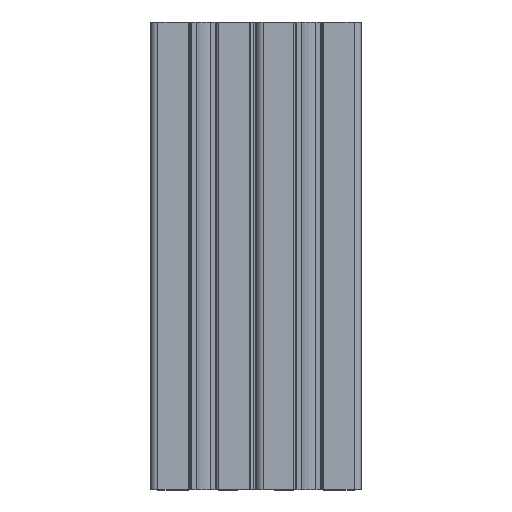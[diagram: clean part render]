
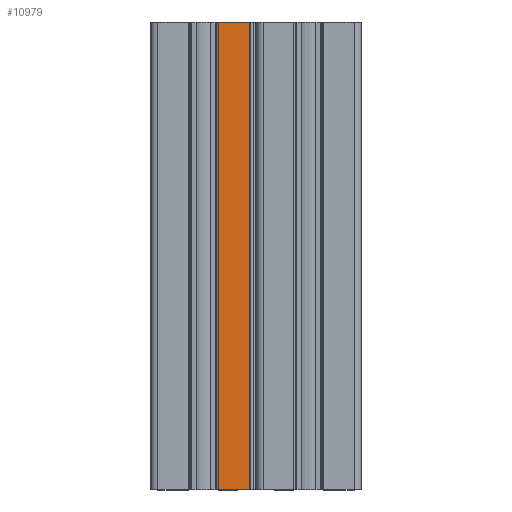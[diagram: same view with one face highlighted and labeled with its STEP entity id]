
A CAD part, top view. The second image highlights one B-rep face of the part: STEP entity #10979.
In plain terms, the highlighted planar face has unit normal (0, 0, 1).
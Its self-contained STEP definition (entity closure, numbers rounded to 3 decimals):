
#86=PLANE('',#11761);
#425=FACE_OUTER_BOUND('',#999,.T.);
#999=EDGE_LOOP('',(#7671,#7672,#7673,#7674));
#1705=LINE('',#17149,#2745);
#1706=LINE('',#17153,#2746);
#1707=LINE('',#17155,#2747);
#1708=LINE('',#17156,#2748);
#2745=VECTOR('',#13637,200.);
#2746=VECTOR('',#13642,13.42);
#2747=VECTOR('',#13643,200.);
#2748=VECTOR('',#13644,13.42);
#4523=VERTEX_POINT('',#17146);
#4524=VERTEX_POINT('',#17148);
#4525=VERTEX_POINT('',#17152);
#4526=VERTEX_POINT('',#17154);
#5810=EDGE_CURVE('',#4524,#4523,#1705,.T.);
#5812=EDGE_CURVE('',#4523,#4525,#1706,.T.);
#5813=EDGE_CURVE('',#4526,#4525,#1707,.T.);
#5814=EDGE_CURVE('',#4524,#4526,#1708,.T.);
#7671=ORIENTED_EDGE('',*,*,#5812,.T.);
#7672=ORIENTED_EDGE('',*,*,#5813,.F.);
#7673=ORIENTED_EDGE('',*,*,#5814,.F.);
#7674=ORIENTED_EDGE('',*,*,#5810,.T.);
#10979=ADVANCED_FACE('',(#425),#86,.T.);
#11761=AXIS2_PLACEMENT_3D('',#17151,#13640,#13641);
#13637=DIRECTION('',(0.,1.,0.));
#13640=DIRECTION('center_axis',(0.,0.,1.));
#13641=DIRECTION('ref_axis',(1.,0.,0.));
#13642=DIRECTION('',(-1.,0.,0.));
#13643=DIRECTION('',(0.,1.,0.));
#13644=DIRECTION('',(-1.,0.,0.));
#17146=CARTESIAN_POINT('',(-2.78,200.,0.));
#17148=CARTESIAN_POINT('',(-2.78,0.,0.));
#17149=CARTESIAN_POINT('',(-2.78,0.,0.));
#17151=CARTESIAN_POINT('Origin',(-16.2,0.,0.));
#17152=CARTESIAN_POINT('',(-16.2,200.,0.));
#17153=CARTESIAN_POINT('',(-8.1,200.,0.));
#17154=CARTESIAN_POINT('',(-16.2,0.,0.));
#17155=CARTESIAN_POINT('',(-16.2,0.,0.));
#17156=CARTESIAN_POINT('',(-8.1,0.,0.));
